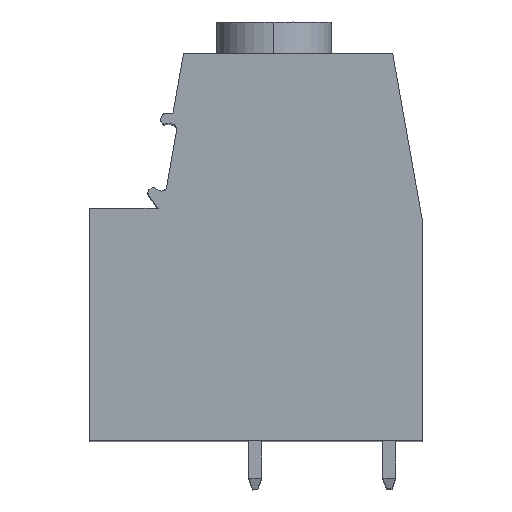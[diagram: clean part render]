
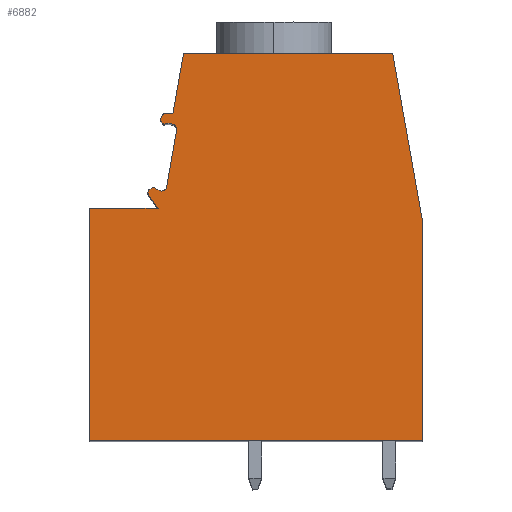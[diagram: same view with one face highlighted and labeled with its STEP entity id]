
A CAD part, top view. The second image highlights one B-rep face of the part: STEP entity #6882.
In plain terms, the highlighted planar face has unit normal (0, 0, 1).
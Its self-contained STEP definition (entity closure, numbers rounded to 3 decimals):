
#1890=DIRECTION('',(-1.,0.,0.));
#1891=VECTOR('',#1890,0.6);
#1892=CARTESIAN_POINT('',(-9.708,14.795,52.5));
#1893=LINE('',#1892,#1891);
#1894=DIRECTION('',(-0.174,-0.985,0.));
#1895=VECTOR('',#1894,5.687);
#1896=CARTESIAN_POINT('',(-8.72,20.396,52.5));
#1897=LINE('',#1896,#1895);
#1898=DIRECTION('',(-1.,-0.001,0.));
#1899=VECTOR('',#1898,19.48);
#1900=CARTESIAN_POINT('',(10.76,20.41,52.5));
#1901=LINE('',#1900,#1899);
#1902=DIRECTION('',(-0.174,0.985,0.));
#1903=VECTOR('',#1902,15.891);
#1904=CARTESIAN_POINT('',(13.53,4.762,52.5));
#1905=LINE('',#1904,#1903);
#1906=DIRECTION('',(0.,1.,0.));
#1907=VECTOR('',#1906,20.45);
#1908=CARTESIAN_POINT('',(13.53,-15.688,52.5));
#1909=LINE('',#1908,#1907);
#1910=DIRECTION('',(1.,0.001,0.));
#1911=VECTOR('',#1910,31.);
#1912=CARTESIAN_POINT('',(-17.47,-15.71,52.5));
#1913=LINE('',#1912,#1911);
#1914=DIRECTION('',(0.,-1.,0.));
#1915=VECTOR('',#1914,21.65);
#1916=CARTESIAN_POINT('',(-17.47,5.94,52.5));
#1917=LINE('',#1916,#1915);
#1918=DIRECTION('',(-1.,0.,0.));
#1919=VECTOR('',#1918,6.38);
#1920=CARTESIAN_POINT('',(-11.09,5.94,52.5));
#1921=LINE('',#1920,#1919);
#1922=DIRECTION('',(0.577,-0.817,0.));
#1923=VECTOR('',#1922,1.51);
#1924=CARTESIAN_POINT('',(-11.961,7.174,52.5));
#1925=LINE('',#1924,#1923);
#1926=CARTESIAN_POINT('',(-11.634,7.404,52.5));
#1927=DIRECTION('',(0.,0.,1.));
#1928=DIRECTION('',(-0.536,0.844,0.));
#1929=AXIS2_PLACEMENT_3D('',#1926,#1927,#1928);
#1931=DIRECTION('',(-0.844,-0.536,0.));
#1932=VECTOR('',#1931,0.245);
#1933=CARTESIAN_POINT('',(-11.642,7.873,52.5));
#1934=LINE('',#1933,#1932);
#1935=CARTESIAN_POINT('',(-11.535,7.704,52.5));
#1936=DIRECTION('',(0.,0.,1.));
#1937=DIRECTION('',(0.56,0.829,0.));
#1938=AXIS2_PLACEMENT_3D('',#1935,#1936,#1937);
#1940=DIRECTION('',(-0.829,0.56,0.));
#1941=VECTOR('',#1940,0.514);
#1942=CARTESIAN_POINT('',(-10.997,7.583,52.5));
#1943=LINE('',#1942,#1941);
#1944=DIRECTION('',(-0.989,0.148,0.));
#1945=VECTOR('',#1944,0.14);
#1946=CARTESIAN_POINT('',(-10.859,7.562,52.5));
#1947=LINE('',#1946,#1945);
#1948=CARTESIAN_POINT('',(-10.785,8.056,52.5));
#1949=DIRECTION('',(0.,0.,-1.));
#1950=DIRECTION('',(0.985,-0.174,0.));
#1951=AXIS2_PLACEMENT_3D('',#1948,#1949,#1950);
#1953=DIRECTION('',(-0.174,-0.985,0.));
#1954=VECTOR('',#1953,5.32);
#1955=CARTESIAN_POINT('',(-9.368,13.209,52.5));
#1956=LINE('',#1955,#1954);
#1957=CARTESIAN_POINT('',(-9.861,13.295,52.5));
#1958=DIRECTION('',(0.,0.,-1.));
#1959=DIRECTION('',(0.182,0.983,0.));
#1960=AXIS2_PLACEMENT_3D('',#1957,#1958,#1959);
#1962=DIRECTION('',(0.983,-0.182,0.));
#1963=VECTOR('',#1962,0.412);
#1964=CARTESIAN_POINT('',(-10.175,13.862,52.5));
#1965=LINE('',#1964,#1963);
#1966=DIRECTION('',(0.97,0.243,0.));
#1967=VECTOR('',#1966,0.292);
#1968=CARTESIAN_POINT('',(-10.458,13.791,52.5));
#1969=LINE('',#1968,#1967);
#1970=CARTESIAN_POINT('',(-10.506,13.985,52.5));
#1971=DIRECTION('',(0.,0.,1.));
#1972=DIRECTION('',(-0.792,-0.61,0.));
#1973=AXIS2_PLACEMENT_3D('',#1970,#1971,#1972);
#1975=DIRECTION('',(0.61,-0.792,0.));
#1976=VECTOR('',#1975,0.188);
#1977=CARTESIAN_POINT('',(-10.78,14.012,52.5));
#1978=LINE('',#1977,#1976);
#1979=CARTESIAN_POINT('',(-10.542,14.195,52.5));
#1980=DIRECTION('',(0.,0.,1.));
#1981=DIRECTION('',(-0.966,0.259,0.));
#1982=AXIS2_PLACEMENT_3D('',#1979,#1980,#1981);
#1984=DIRECTION('',(-0.259,-0.966,0.));
#1985=VECTOR('',#1984,0.157);
#1986=CARTESIAN_POINT('',(-10.791,14.425,52.5));
#1987=LINE('',#1986,#1985);
#1988=CARTESIAN_POINT('',(-10.308,14.295,52.5));
#1989=DIRECTION('',(0.,0.,1.));
#1990=DIRECTION('',(0.,1.,0.));
#1991=AXIS2_PLACEMENT_3D('',#1988,#1989,#1990);
#3419=CARTESIAN_POINT('',(-9.708,14.795,52.5));
#3420=CARTESIAN_POINT('',(-10.308,14.795,52.5));
#3421=VERTEX_POINT('',#3419);
#3422=VERTEX_POINT('',#3420);
#3423=CARTESIAN_POINT('',(-10.791,14.425,52.5));
#3424=VERTEX_POINT('',#3423);
#3425=CARTESIAN_POINT('',(-10.832,14.273,52.5));
#3426=VERTEX_POINT('',#3425);
#3427=CARTESIAN_POINT('',(-10.78,14.012,52.5));
#3428=VERTEX_POINT('',#3427);
#3429=CARTESIAN_POINT('',(-10.665,13.863,52.5));
#3430=VERTEX_POINT('',#3429);
#3431=CARTESIAN_POINT('',(-10.458,13.791,52.5));
#3432=VERTEX_POINT('',#3431);
#3433=CARTESIAN_POINT('',(-10.175,13.862,52.5));
#3434=VERTEX_POINT('',#3433);
#3435=CARTESIAN_POINT('',(-9.77,13.787,52.5));
#3436=VERTEX_POINT('',#3435);
#3437=CARTESIAN_POINT('',(-9.368,13.209,52.5));
#3438=VERTEX_POINT('',#3437);
#3439=CARTESIAN_POINT('',(-10.292,7.969,52.5));
#3440=VERTEX_POINT('',#3439);
#3441=CARTESIAN_POINT('',(-10.859,7.562,52.5));
#3442=VERTEX_POINT('',#3441);
#3443=CARTESIAN_POINT('',(-10.997,7.583,52.5));
#3444=VERTEX_POINT('',#3443);
#3445=CARTESIAN_POINT('',(-11.423,7.87,52.5));
#3446=VERTEX_POINT('',#3445);
#3447=CARTESIAN_POINT('',(-11.642,7.873,52.5));
#3448=VERTEX_POINT('',#3447);
#3449=CARTESIAN_POINT('',(-11.848,7.742,52.5));
#3450=VERTEX_POINT('',#3449);
#3451=CARTESIAN_POINT('',(-11.961,7.174,52.5));
#3452=VERTEX_POINT('',#3451);
#3453=CARTESIAN_POINT('',(-11.09,5.94,52.5));
#3454=VERTEX_POINT('',#3453);
#3455=CARTESIAN_POINT('',(-17.47,5.94,52.5));
#3456=VERTEX_POINT('',#3455);
#3457=CARTESIAN_POINT('',(-17.47,-15.71,52.5));
#3458=VERTEX_POINT('',#3457);
#3459=CARTESIAN_POINT('',(13.53,-15.688,52.5));
#3460=VERTEX_POINT('',#3459);
#3461=CARTESIAN_POINT('',(13.53,4.762,52.5));
#3462=VERTEX_POINT('',#3461);
#3463=CARTESIAN_POINT('',(10.76,20.41,52.5));
#3464=VERTEX_POINT('',#3463);
#3465=CARTESIAN_POINT('',(-8.72,20.396,52.5));
#3466=VERTEX_POINT('',#3465);
#6851=CARTESIAN_POINT('',(0.,0.,52.5));
#6852=DIRECTION('',(0.,0.,1.));
#6853=DIRECTION('',(1.,0.,0.));
#6854=AXIS2_PLACEMENT_3D('',#6851,#6852,#6853);
#6855=PLANE('',#6854);
#6856=ORIENTED_EDGE('',*,*,#4459,.F.);
#6857=ORIENTED_EDGE('',*,*,#4474,.F.);
#6858=ORIENTED_EDGE('',*,*,#4489,.F.);
#6859=ORIENTED_EDGE('',*,*,#6017,.F.);
#6860=ORIENTED_EDGE('',*,*,#6090,.F.);
#6861=ORIENTED_EDGE('',*,*,#6394,.F.);
#6862=ORIENTED_EDGE('',*,*,#6568,.F.);
#6863=ORIENTED_EDGE('',*,*,#6622,.F.);
#6864=ORIENTED_EDGE('',*,*,#6636,.F.);
#6865=ORIENTED_EDGE('',*,*,#6650,.F.);
#6866=ORIENTED_EDGE('',*,*,#6664,.F.);
#6867=ORIENTED_EDGE('',*,*,#6678,.F.);
#6868=ORIENTED_EDGE('',*,*,#6692,.F.);
#6869=ORIENTED_EDGE('',*,*,#6706,.F.);
#6870=ORIENTED_EDGE('',*,*,#6720,.F.);
#6871=ORIENTED_EDGE('',*,*,#6734,.F.);
#6872=ORIENTED_EDGE('',*,*,#6748,.F.);
#6873=ORIENTED_EDGE('',*,*,#6762,.F.);
#6874=ORIENTED_EDGE('',*,*,#6776,.F.);
#6875=ORIENTED_EDGE('',*,*,#6790,.F.);
#6876=ORIENTED_EDGE('',*,*,#6804,.F.);
#6877=ORIENTED_EDGE('',*,*,#6818,.F.);
#6878=ORIENTED_EDGE('',*,*,#6832,.F.);
#6879=ORIENTED_EDGE('',*,*,#6845,.F.);
#6880=EDGE_LOOP('',(#6856,#6857,#6858,#6859,#6860,#6861,#6862,#6863,#6864,#6865,
#6866,#6867,#6868,#6869,#6870,#6871,#6872,#6873,#6874,#6875,#6876,#6877,#6878,
#6879));
#6881=FACE_OUTER_BOUND('',#6880,.F.);
#1930=CIRCLE('',#1929,0.4);
#1939=CIRCLE('',#1938,0.2);
#1952=CIRCLE('',#1951,0.5);
#1961=CIRCLE('',#1960,0.5);
#1974=CIRCLE('',#1973,0.2);
#1983=CIRCLE('',#1982,0.3);
#1992=CIRCLE('',#1991,0.5);
#4459=EDGE_CURVE('',#3421,#3422,#1893,.T.);
#4474=EDGE_CURVE('',#3466,#3421,#1897,.T.);
#4489=EDGE_CURVE('',#3464,#3466,#1901,.T.);
#6017=EDGE_CURVE('',#3462,#3464,#1905,.T.);
#6090=EDGE_CURVE('',#3460,#3462,#1909,.T.);
#6394=EDGE_CURVE('',#3458,#3460,#1913,.T.);
#6568=EDGE_CURVE('',#3456,#3458,#1917,.T.);
#6622=EDGE_CURVE('',#3454,#3456,#1921,.T.);
#6636=EDGE_CURVE('',#3452,#3454,#1925,.T.);
#6650=EDGE_CURVE('',#3450,#3452,#1930,.T.);
#6664=EDGE_CURVE('',#3448,#3450,#1934,.T.);
#6678=EDGE_CURVE('',#3446,#3448,#1939,.T.);
#6692=EDGE_CURVE('',#3444,#3446,#1943,.T.);
#6706=EDGE_CURVE('',#3442,#3444,#1947,.T.);
#6720=EDGE_CURVE('',#3440,#3442,#1952,.T.);
#6734=EDGE_CURVE('',#3438,#3440,#1956,.T.);
#6748=EDGE_CURVE('',#3436,#3438,#1961,.T.);
#6762=EDGE_CURVE('',#3434,#3436,#1965,.T.);
#6776=EDGE_CURVE('',#3432,#3434,#1969,.T.);
#6790=EDGE_CURVE('',#3430,#3432,#1974,.T.);
#6804=EDGE_CURVE('',#3428,#3430,#1978,.T.);
#6818=EDGE_CURVE('',#3426,#3428,#1983,.T.);
#6832=EDGE_CURVE('',#3424,#3426,#1987,.T.);
#6845=EDGE_CURVE('',#3422,#3424,#1992,.T.);
#6882=ADVANCED_FACE('',(#6881),#6855,.T.);
